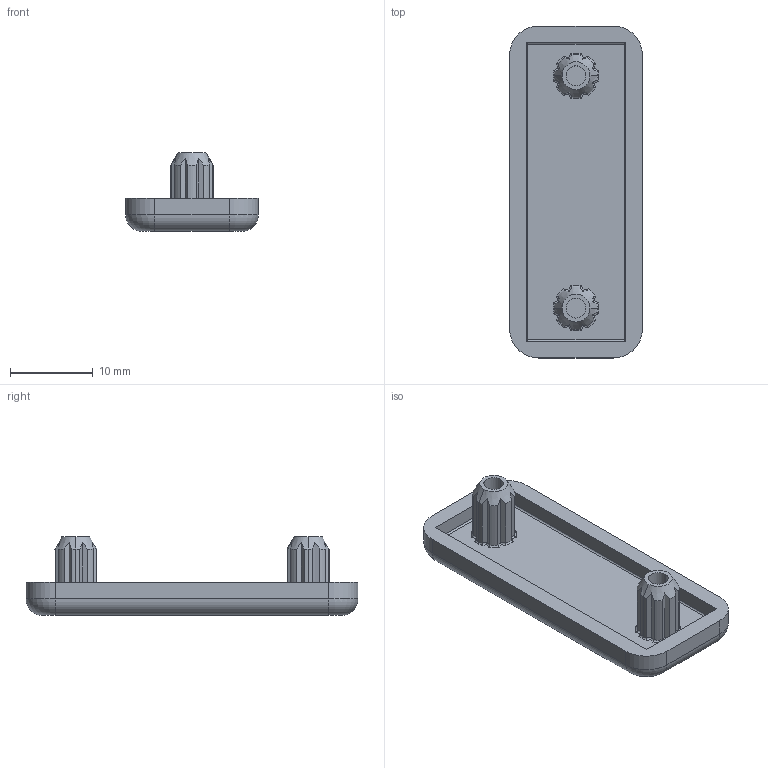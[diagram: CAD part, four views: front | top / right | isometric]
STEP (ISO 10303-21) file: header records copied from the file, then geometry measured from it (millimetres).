
FILE_DESCRIPTION (( 'STEP AP214' ), '1' );
FILE_NAME ('091077.STEP', '2014-08-21T13:13:35', ( '' ), ( '' ), 'SwSTEP 2.0', 'SolidWorks 2014', '' );
FILE_SCHEMA (( 'AUTOMOTIVE_DESIGN' ));
Length unit declared in the file: millimetre
Products named in the file (1): 091077
Bounding box: 16 x 40 x 9.5 mm (x, y, z)
Volume: 1764.6 mm3; surface area: 2127.5 mm2
Topology: 1 solids, 1 shells, 139 faces, 332 edges, 200 vertices
Faces by surface type: cylinder 66, plane 47, torus 22, cone 4
Entity records: 4106 total; most frequent: CARTESIAN_POINT 988, ORIENTED_EDGE 664, DIRECTION 618, EDGE_CURVE 332, AXIS2_PLACEMENT_3D 230, VERTEX_POINT 200, VECTOR 158, LINE 158
